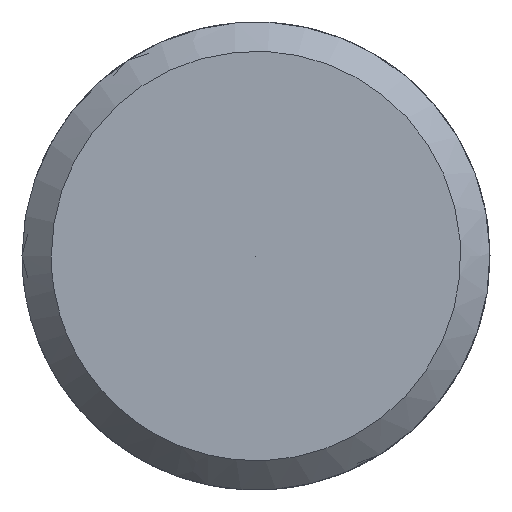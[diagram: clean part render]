
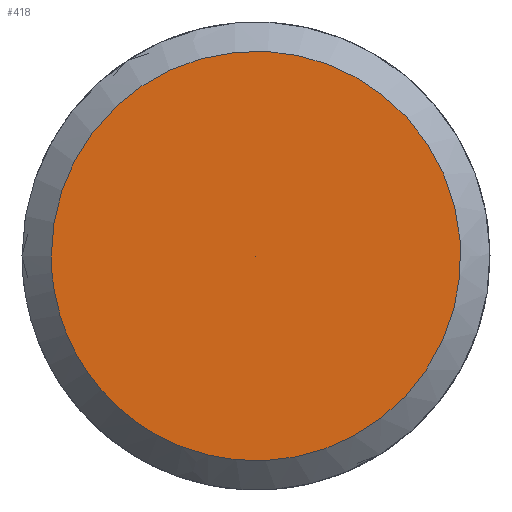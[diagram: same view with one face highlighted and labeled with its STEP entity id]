
A CAD part, left-side view. The second image highlights one B-rep face of the part: STEP entity #418.
In plain terms, the highlighted free-form (B-spline) face has degree [5, 3] with [6, 4] control points.
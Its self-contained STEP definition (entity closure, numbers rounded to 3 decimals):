
#332 = CARTESIAN_POINT ('', (-51., 1.75, 0.));
#333 = VERTEX_POINT ('', #332);
#343 = CARTESIAN_POINT ('', (-51., 1.75, 0.));
#344 = CARTESIAN_POINT ('', (-51., 1.75, 7.));
#345 = CARTESIAN_POINT ('', (-51., -5.25, 3.5));
#346 = CARTESIAN_POINT ('', (-51., -5.25, -3.5));
#347 = CARTESIAN_POINT ('', (-51., 1.75, -7.));
#348 = CARTESIAN_POINT ('', (-51., 1.75, 0.));
#349 = (
   BOUNDED_CURVE ()
   B_SPLINE_CURVE (5, (#343, #344, #345, #346, #347, #348), .UNSPECIFIED., .T., .U.)
   B_SPLINE_CURVE_WITH_KNOTS ((6, 6), (0., 1.), .UNSPECIFIED.)
   CURVE ()
   GEOMETRIC_REPRESENTATION_ITEM ()
   RATIONAL_B_SPLINE_CURVE ((5., 1., 1., 1., 1., 5.))
   REPRESENTATION_ITEM ('')
);
#350 = EDGE_CURVE ('', #333, #333, #349, .T.);
#380 = CARTESIAN_POINT ('', (-51., 0., 0.));
#381 = VERTEX_POINT ('', #380);
#382 = CARTESIAN_POINT ('', (-51., 1.75, 0.));
#383 = CARTESIAN_POINT ('', (-51., 1.167, 0.));
#384 = CARTESIAN_POINT ('', (-51., 0.583, 0.));
#385 = CARTESIAN_POINT ('', (-51., 0., 0.));
#386 = B_SPLINE_CURVE_WITH_KNOTS ('', 3, (#382, #383, #384, #385), .UNSPECIFIED., .F., .U., (4, 4), (0., 1.), .UNSPECIFIED.);
#387 = EDGE_CURVE ('', #333, #381, #386, .T.);
#388 = ORIENTED_EDGE ('', *, *, #387, .F.);
#389 = ORIENTED_EDGE ('', *, *, #350, .T.);
#390 = ORIENTED_EDGE ('', *, *, #387, .T.);
#391 = EDGE_LOOP ('', (#388, #389, #390));
#392 = FACE_OUTER_BOUND ('', #391, .F.);
#393 = CARTESIAN_POINT ('', (-51., 1.75, 0.));
#394 = CARTESIAN_POINT ('', (-51., 1.167, 0.));
#395 = CARTESIAN_POINT ('', (-51., 0.583, 0.));
#396 = CARTESIAN_POINT ('', (-51., 0., 0.));
#397 = CARTESIAN_POINT ('', (-51., 1.75, 7.));
#398 = CARTESIAN_POINT ('', (-51., 1.167, 4.667));
#399 = CARTESIAN_POINT ('', (-51., 0.583, 2.333));
#400 = CARTESIAN_POINT ('', (-51., 0., 0.));
#401 = CARTESIAN_POINT ('', (-51., -5.25, 3.5));
#402 = CARTESIAN_POINT ('', (-51., -3.5, 2.333));
#403 = CARTESIAN_POINT ('', (-51., -1.75, 1.167));
#404 = CARTESIAN_POINT ('', (-51., 0., 0.));
#405 = CARTESIAN_POINT ('', (-51., -5.25, -3.5));
#406 = CARTESIAN_POINT ('', (-51., -3.5, -2.333));
#407 = CARTESIAN_POINT ('', (-51., -1.75, -1.167));
#408 = CARTESIAN_POINT ('', (-51., 0., 0.));
#409 = CARTESIAN_POINT ('', (-51., 1.75, -7.));
#410 = CARTESIAN_POINT ('', (-51., 1.167, -4.667));
#411 = CARTESIAN_POINT ('', (-51., 0.583, -2.333));
#412 = CARTESIAN_POINT ('', (-51., 0., 0.));
#413 = CARTESIAN_POINT ('', (-51., 1.75, 0.));
#414 = CARTESIAN_POINT ('', (-51., 1.167, 0.));
#415 = CARTESIAN_POINT ('', (-51., 0.583, 0.));
#416 = CARTESIAN_POINT ('', (-51., 0., 0.));
#417 = (
   BOUNDED_SURFACE ()
   B_SPLINE_SURFACE (5, 3, ((#393, #394, #395, #396), (#397, #398, #399, #400), (#401, #402, #403, #404), (#405, #406, #407, #408), (#409, #410, #411, #412), (#413, #414, #415, #416)), .UNSPECIFIED., .T., .F., .U.)
   B_SPLINE_SURFACE_WITH_KNOTS ((6, 6), (4, 4), (0., 1.), (0., 1.), .UNSPECIFIED.)
   SURFACE ()
   GEOMETRIC_REPRESENTATION_ITEM ()
   RATIONAL_B_SPLINE_SURFACE (((5., 5., 5., 5.), (1., 1., 1., 1.), (1., 1., 1., 1.), (1., 1., 1., 1.), (1., 1., 1., 1.), (5., 5., 5., 5.)))
   REPRESENTATION_ITEM ('')
);
#418 = ADVANCED_FACE ('', (#392), #417, .F.);
